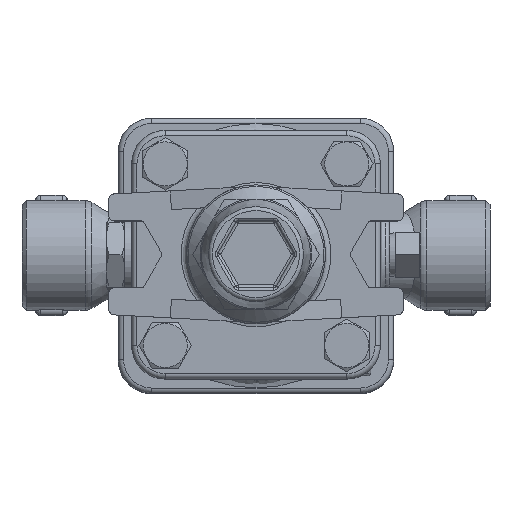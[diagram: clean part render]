
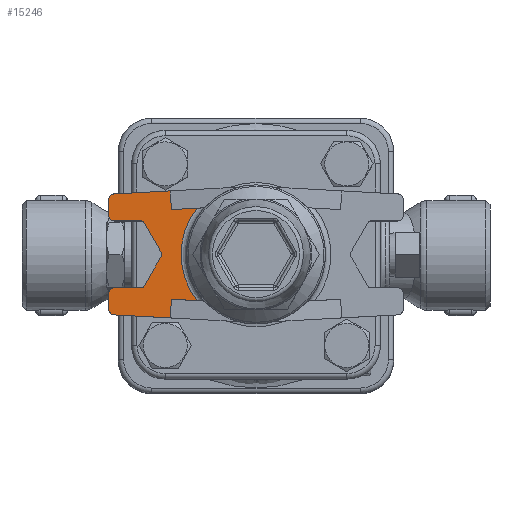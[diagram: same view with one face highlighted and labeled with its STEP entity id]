
A CAD part, top view. The second image highlights one B-rep face of the part: STEP entity #15246.
In plain terms, the highlighted planar face has unit normal (0, 0, 1).
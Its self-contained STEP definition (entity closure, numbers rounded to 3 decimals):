
#14981=CARTESIAN_POINT('',(-22.025,-17.288,297.));
#14982=VERTEX_POINT('',#14981);
#15020=CARTESIAN_POINT('',(-22.025,17.288,297.));
#15021=VERTEX_POINT('',#15020);
#15047=CARTESIAN_POINT('',(0.,0.,297.));
#15048=DIRECTION('',(0.0,0.0,1.0));
#15049=DIRECTION('',(-1.0,0.0,0.0));
#15050=AXIS2_PLACEMENT_3D('',#15047,#15048,#15049);
#15051=CIRCLE('',#15050,28.);
#15052=EDGE_CURVE('',#15021,#14982,#15051,.T.);
#15063=CARTESIAN_POINT('',(-31.653,-16.763,297.));
#15064=VERTEX_POINT('',#15063);
#15065=CARTESIAN_POINT('',(-31.653,-16.763,297.));
#15066=DIRECTION('',(0.999,-0.054,0.0));
#15067=VECTOR('',#15066,9.642);
#15068=LINE('',#15065,#15067);
#15069=EDGE_CURVE('',#15064,#14982,#15068,.T.);
#15088=CARTESIAN_POINT('',(-25.235,-13.561,297.));
#15089=DIRECTION('',(0.0,0.0,1.0));
#15090=DIRECTION('',(1.0,0.0,0.0));
#15091=AXIS2_PLACEMENT_3D('',#15088,#15089,#15090);
#15092=PLANE('',#15091);
#15093=ORIENTED_EDGE('',*,*,#15052,.F.);
#15094=CARTESIAN_POINT('',(-31.653,16.763,297.));
#15095=VERTEX_POINT('',#15094);
#15096=CARTESIAN_POINT('',(-22.025,17.288,297.));
#15097=DIRECTION('',(-0.999,-0.054,0.0));
#15098=VECTOR('',#15097,9.642);
#15099=LINE('',#15096,#15098);
#15100=EDGE_CURVE('',#15021,#15095,#15099,.T.);
#15101=ORIENTED_EDGE('',*,*,#15100,.T.);
#15102=CARTESIAN_POINT('',(-32.034,23.753,297.));
#15103=VERTEX_POINT('',#15102);
#15104=CARTESIAN_POINT('',(-31.653,16.763,297.));
#15105=DIRECTION('',(-0.054,0.999,0.0));
#15106=VECTOR('',#15105,7.);
#15107=LINE('',#15104,#15106);
#15108=EDGE_CURVE('',#15095,#15103,#15107,.T.);
#15109=ORIENTED_EDGE('',*,*,#15108,.T.);
#15110=CARTESIAN_POINT('',(-53.109,22.603,297.));
#15111=VERTEX_POINT('',#15110);
#15112=CARTESIAN_POINT('',(-53.109,22.603,297.));
#15113=DIRECTION('',(0.999,0.054,0.));
#15114=VECTOR('',#15113,21.106);
#15115=LINE('',#15112,#15114);
#15116=EDGE_CURVE('',#15111,#15103,#15115,.T.);
#15117=ORIENTED_EDGE('',*,*,#15116,.F.);
#15118=CARTESIAN_POINT('',(-55.,20.606,297.));
#15119=VERTEX_POINT('',#15118);
#15120=CARTESIAN_POINT('',(-53.,20.606,297.));
#15121=DIRECTION('',(0.0,0.0,-1.0));
#15122=DIRECTION('',(-0.726,0.688,0.0));
#15123=AXIS2_PLACEMENT_3D('',#15120,#15121,#15122);
#15124=CIRCLE('',#15123,2.);
#15125=EDGE_CURVE('',#15119,#15111,#15124,.T.);
#15126=ORIENTED_EDGE('',*,*,#15125,.F.);
#15127=CARTESIAN_POINT('',(-55.,14.5,297.));
#15128=VERTEX_POINT('',#15127);
#15129=CARTESIAN_POINT('',(-55.,14.5,297.));
#15130=DIRECTION('',(0.0,1.0,0.0));
#15131=VECTOR('',#15130,6.106);
#15132=LINE('',#15129,#15131);
#15133=EDGE_CURVE('',#15128,#15119,#15132,.T.);
#15134=ORIENTED_EDGE('',*,*,#15133,.F.);
#15135=CARTESIAN_POINT('',(-53.,12.5,297.));
#15136=VERTEX_POINT('',#15135);
#15137=CARTESIAN_POINT('',(-53.,14.5,297.));
#15138=DIRECTION('',(0.0,0.0,-1.));
#15139=DIRECTION('',(-0.707,-0.707,0.0));
#15140=AXIS2_PLACEMENT_3D('',#15137,#15138,#15139);
#15141=CIRCLE('',#15140,2.);
#15142=EDGE_CURVE('',#15136,#15128,#15141,.T.);
#15143=ORIENTED_EDGE('',*,*,#15142,.F.);
#15144=CARTESIAN_POINT('',(-42.794,12.5,297.));
#15145=VERTEX_POINT('',#15144);
#15146=CARTESIAN_POINT('',(-42.794,12.5,297.));
#15147=DIRECTION('',(-1.0,0.0,0.0));
#15148=VECTOR('',#15147,10.206);
#15149=LINE('',#15146,#15148);
#15150=EDGE_CURVE('',#15145,#15136,#15149,.T.);
#15151=ORIENTED_EDGE('',*,*,#15150,.F.);
#15152=CARTESIAN_POINT('',(-41.928,12.,297.));
#15153=VERTEX_POINT('',#15152);
#15154=CARTESIAN_POINT('',(-42.794,11.5,297.));
#15155=DIRECTION('',(0.0,0.0,1.0));
#15156=DIRECTION('',(0.5,0.866,0.0));
#15157=AXIS2_PLACEMENT_3D('',#15154,#15155,#15156);
#15158=CIRCLE('',#15157,1.0);
#15159=EDGE_CURVE('',#15153,#15145,#15158,.T.);
#15160=ORIENTED_EDGE('',*,*,#15159,.F.);
#15161=CARTESIAN_POINT('',(-35.289,0.5,297.));
#15162=VERTEX_POINT('',#15161);
#15163=CARTESIAN_POINT('',(-35.289,0.5,297.));
#15164=DIRECTION('',(-0.5,0.866,0.0));
#15165=VECTOR('',#15164,13.279);
#15166=LINE('',#15163,#15165);
#15167=EDGE_CURVE('',#15162,#15153,#15166,.T.);
#15168=ORIENTED_EDGE('',*,*,#15167,.F.);
#15169=CARTESIAN_POINT('',(-35.289,-0.5,297.));
#15170=VERTEX_POINT('',#15169);
#15171=CARTESIAN_POINT('',(-36.155,0.,297.));
#15172=DIRECTION('',(0.0,0.0,1.0));
#15173=DIRECTION('',(1.0,0.0,0.0));
#15174=AXIS2_PLACEMENT_3D('',#15171,#15172,#15173);
#15175=CIRCLE('',#15174,1.0);
#15176=EDGE_CURVE('',#15170,#15162,#15175,.T.);
#15177=ORIENTED_EDGE('',*,*,#15176,.F.);
#15178=CARTESIAN_POINT('',(-41.928,-12.,297.));
#15179=VERTEX_POINT('',#15178);
#15180=CARTESIAN_POINT('',(-41.928,-12.,297.));
#15181=DIRECTION('',(0.5,0.866,0.0));
#15182=VECTOR('',#15181,13.279);
#15183=LINE('',#15180,#15182);
#15184=EDGE_CURVE('',#15179,#15170,#15183,.T.);
#15185=ORIENTED_EDGE('',*,*,#15184,.F.);
#15186=CARTESIAN_POINT('',(-42.794,-12.5,297.));
#15187=VERTEX_POINT('',#15186);
#15188=CARTESIAN_POINT('',(-42.794,-11.5,297.));
#15189=DIRECTION('',(0.0,0.0,1.0));
#15190=DIRECTION('',(0.5,-0.866,0.0));
#15191=AXIS2_PLACEMENT_3D('',#15188,#15189,#15190);
#15192=CIRCLE('',#15191,1.0);
#15193=EDGE_CURVE('',#15187,#15179,#15192,.T.);
#15194=ORIENTED_EDGE('',*,*,#15193,.F.);
#15195=CARTESIAN_POINT('',(-53.,-12.5,297.));
#15196=VERTEX_POINT('',#15195);
#15197=CARTESIAN_POINT('',(-53.,-12.5,297.));
#15198=DIRECTION('',(1.0,0.0,0.0));
#15199=VECTOR('',#15198,10.206);
#15200=LINE('',#15197,#15199);
#15201=EDGE_CURVE('',#15196,#15187,#15200,.T.);
#15202=ORIENTED_EDGE('',*,*,#15201,.F.);
#15203=CARTESIAN_POINT('',(-55.,-14.5,297.));
#15204=VERTEX_POINT('',#15203);
#15205=CARTESIAN_POINT('',(-53.,-14.5,297.));
#15206=DIRECTION('',(0.0,0.0,-1.0));
#15207=DIRECTION('',(-0.707,0.707,0.0));
#15208=AXIS2_PLACEMENT_3D('',#15205,#15206,#15207);
#15209=CIRCLE('',#15208,2.0);
#15210=EDGE_CURVE('',#15204,#15196,#15209,.T.);
#15211=ORIENTED_EDGE('',*,*,#15210,.F.);
#15212=CARTESIAN_POINT('',(-55.,-20.606,297.));
#15213=VERTEX_POINT('',#15212);
#15214=CARTESIAN_POINT('',(-55.,-20.606,297.));
#15215=DIRECTION('',(0.0,1.0,0.0));
#15216=VECTOR('',#15215,6.106);
#15217=LINE('',#15214,#15216);
#15218=EDGE_CURVE('',#15213,#15204,#15217,.T.);
#15219=ORIENTED_EDGE('',*,*,#15218,.F.);
#15220=CARTESIAN_POINT('',(-53.109,-22.603,297.));
#15221=VERTEX_POINT('',#15220);
#15222=CARTESIAN_POINT('',(-53.,-20.606,297.));
#15223=DIRECTION('',(0.0,0.0,-1.0));
#15224=DIRECTION('',(-0.726,-0.688,0.0));
#15225=AXIS2_PLACEMENT_3D('',#15222,#15223,#15224);
#15226=CIRCLE('',#15225,2.0);
#15227=EDGE_CURVE('',#15221,#15213,#15226,.T.);
#15228=ORIENTED_EDGE('',*,*,#15227,.F.);
#15229=CARTESIAN_POINT('',(-32.034,-23.753,297.));
#15230=VERTEX_POINT('',#15229);
#15231=CARTESIAN_POINT('',(-32.034,-23.753,297.));
#15232=DIRECTION('',(-0.999,0.054,0.));
#15233=VECTOR('',#15232,21.106);
#15234=LINE('',#15231,#15233);
#15235=EDGE_CURVE('',#15230,#15221,#15234,.T.);
#15236=ORIENTED_EDGE('',*,*,#15235,.F.);
#15237=CARTESIAN_POINT('',(-32.034,-23.753,297.));
#15238=DIRECTION('',(0.054,0.999,0.0));
#15239=VECTOR('',#15238,7.);
#15240=LINE('',#15237,#15239);
#15241=EDGE_CURVE('',#15230,#15064,#15240,.T.);
#15242=ORIENTED_EDGE('',*,*,#15241,.T.);
#15243=ORIENTED_EDGE('',*,*,#15069,.T.);
#15244=EDGE_LOOP('',(#15093,#15101,#15109,#15117,#15126,#15134,#15143,#15151,#15160,#15168,#15177,#15185,#15194,#15202,#15211,#15219,#15228,#15236,#15242,#15243));
#15245=FACE_OUTER_BOUND('',#15244,.T.);
#15246=ADVANCED_FACE('',(#15245),#15092,.T.);
